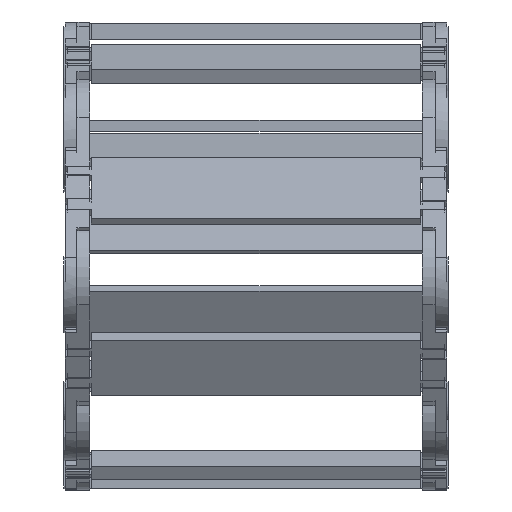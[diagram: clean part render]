
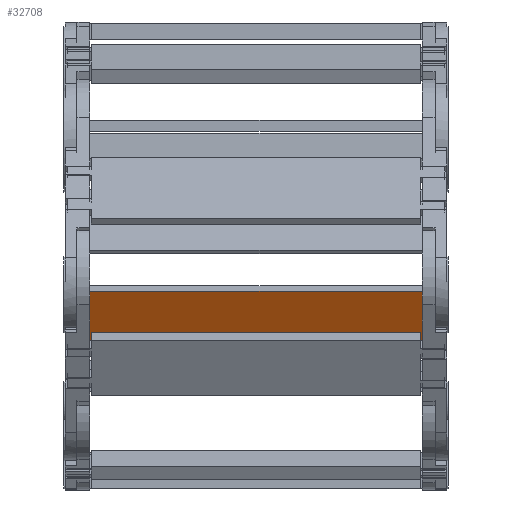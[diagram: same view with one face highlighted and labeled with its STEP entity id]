
A CAD part, left-side view. The second image highlights one B-rep face of the part: STEP entity #32708.
In plain terms, the highlighted planar face has unit normal (-0.862, 0, -0.506).
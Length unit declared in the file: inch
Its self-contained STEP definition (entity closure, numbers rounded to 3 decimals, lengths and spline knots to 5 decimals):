
#279 = VECTOR ( 'NONE', #75110, 39.37008 ) ;
#3364 = EDGE_LOOP ( 'NONE', ( #16370, #75939, #75229, #53365 ) ) ;
#10807 = VECTOR ( 'NONE', #66012, 39.37008 ) ;
#12278 = FACE_OUTER_BOUND ( 'NONE', #3364, .T. ) ;
#16370 = ORIENTED_EDGE ( 'NONE', *, *, #69450, .T. ) ;
#17369 = CARTESIAN_POINT ( 'NONE',  ( -32.38098, 0.00012, 1.0567 ) ) ;
#18119 = CARTESIAN_POINT ( 'NONE',  ( -32.58038, 2.02764, 1.39617 ) ) ;
#22170 = CARTESIAN_POINT ( 'NONE',  ( -32.58038, 4.05512, 1.39617 ) ) ;
#25114 = PLANE ( 'NONE',  #70269 ) ;
#26189 = LINE ( 'NONE', #73672, #34503 ) ;
#31340 = DIRECTION ( 'NONE',  ( 0.862, 0., 0.506 ) ) ;
#32708 = ADVANCED_FACE ( 'NONE', ( #12278 ), #25114, .F. ) ;
#34503 = VECTOR ( 'NONE', #62769, 39.37008 ) ;
#34539 = EDGE_CURVE ( 'NONE', #53630, #55844, #26189, .T. ) ;
#35594 = EDGE_CURVE ( 'NONE', #46836, #53630, #53205, .T. ) ;
#36050 = DIRECTION ( 'NONE',  ( 0., -1., 0. ) ) ;
#41526 = CARTESIAN_POINT ( 'NONE',  ( -32.58038, 0.00012, 1.39617 ) ) ;
#46836 = VERTEX_POINT ( 'NONE', #69829 ) ;
#47752 = EDGE_CURVE ( 'NONE', #46836, #66418, #51761, .T. ) ;
#51761 = LINE ( 'NONE', #76634, #279 ) ;
#53205 = LINE ( 'NONE', #41526, #10807 ) ;
#53365 = ORIENTED_EDGE ( 'NONE', *, *, #47752, .T. ) ;
#53630 = VERTEX_POINT ( 'NONE', #17369 ) ;
#53695 = VECTOR ( 'NONE', #75117, 39.37008 ) ;
#55844 = VERTEX_POINT ( 'NONE', #62768 ) ;
#59791 = LINE ( 'NONE', #22170, #53695 ) ;
#62768 = CARTESIAN_POINT ( 'NONE',  ( -32.38098, 4.05512, 1.0567 ) ) ;
#62769 = DIRECTION ( 'NONE',  ( 0., 1., 0. ) ) ;
#66012 = DIRECTION ( 'NONE',  ( 0.506, 0., -0.862 ) ) ;
#66418 = VERTEX_POINT ( 'NONE', #74049 ) ;
#69450 = EDGE_CURVE ( 'NONE', #66418, #55844, #59791, .T. ) ;
#69829 = CARTESIAN_POINT ( 'NONE',  ( -32.77979, 0.00012, 1.73564 ) ) ;
#70269 = AXIS2_PLACEMENT_3D ( 'NONE', #18119, #31340, #36050 ) ;
#73672 = CARTESIAN_POINT ( 'NONE',  ( -32.38098, 2.02764, 1.0567 ) ) ;
#74049 = CARTESIAN_POINT ( 'NONE',  ( -32.77979, 4.05512, 1.73564 ) ) ;
#75110 = DIRECTION ( 'NONE',  ( 0., 1., 0. ) ) ;
#75117 = DIRECTION ( 'NONE',  ( 0.506, 0., -0.862 ) ) ;
#75229 = ORIENTED_EDGE ( 'NONE', *, *, #35594, .F. ) ;
#75939 = ORIENTED_EDGE ( 'NONE', *, *, #34539, .F. ) ;
#76634 = CARTESIAN_POINT ( 'NONE',  ( -32.77979, 2.02764, 1.73564 ) ) ;
